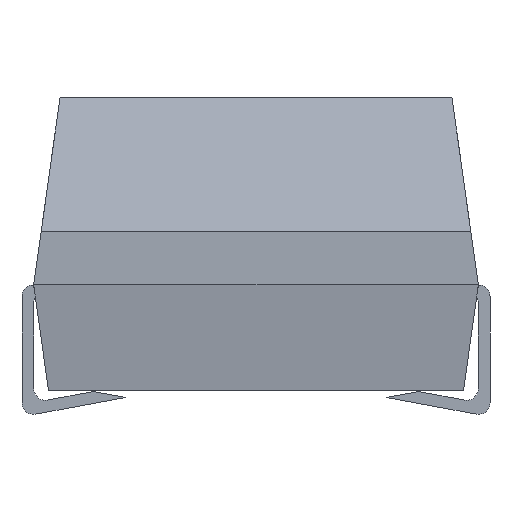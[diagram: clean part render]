
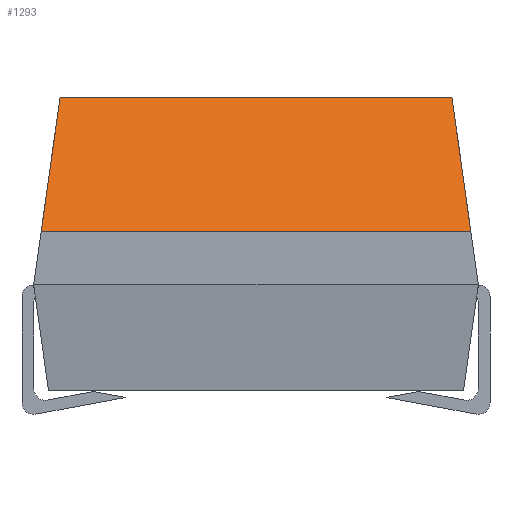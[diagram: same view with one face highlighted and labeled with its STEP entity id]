
A CAD part, left-side view. The second image highlights one B-rep face of the part: STEP entity #1293.
In plain terms, the highlighted planar face has unit normal (-0.69, 0, 0.724).
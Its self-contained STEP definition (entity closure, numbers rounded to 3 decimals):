
#963 = VERTEX_POINT('',#964);
#964 = CARTESIAN_POINT('',(-2.8,1.723,2.706));
#970 = EDGE_CURVE('',#963,#971,#973,.T.);
#971 = VERTEX_POINT('',#972);
#972 = CARTESIAN_POINT('',(-2.8,-1.627,2.706));
#973 = LINE('',#974,#975);
#974 = CARTESIAN_POINT('',(-2.8,1.948,2.706));
#975 = VECTOR('',#976,1.);
#976 = DIRECTION('',(0.,-1.,0.));
#1266 = EDGE_CURVE('',#1267,#1269,#1271,.T.);
#1267 = VERTEX_POINT('',#1268);
#1268 = CARTESIAN_POINT('',(-4.,-1.788,1.561));
#1269 = VERTEX_POINT('',#1270);
#1270 = CARTESIAN_POINT('',(-4.,1.884,1.561));
#1271 = LINE('',#1272,#1273);
#1272 = CARTESIAN_POINT('',(-4.,-1.852,1.561));
#1273 = VECTOR('',#1274,1.);
#1274 = DIRECTION('',(0.,1.,0.));
#1293 = ADVANCED_FACE('',(#1294),#1310,.F.);
#1294 = FACE_BOUND('',#1295,.T.);
#1295 = EDGE_LOOP('',(#1296,#1297,#1303,#1304));
#1296 = ORIENTED_EDGE('',*,*,#970,.F.);
#1297 = ORIENTED_EDGE('',*,*,#1298,.T.);
#1298 = EDGE_CURVE('',#963,#1269,#1299,.T.);
#1299 = LINE('',#1300,#1301);
#1300 = CARTESIAN_POINT('',(-4.06,1.892,
    1.503));
#1301 = VECTOR('',#1302,1.);
#1302 = DIRECTION('',(-0.72,0.097,
    -0.687));
#1303 = ORIENTED_EDGE('',*,*,#1266,.F.);
#1304 = ORIENTED_EDGE('',*,*,#1305,.T.);
#1305 = EDGE_CURVE('',#1267,#971,#1306,.T.);
#1306 = LINE('',#1307,#1308);
#1307 = CARTESIAN_POINT('',(-3.796,-1.761,
    1.755));
#1308 = VECTOR('',#1309,1.);
#1309 = DIRECTION('',(0.72,0.097,0.687)
  );
#1310 = PLANE('',#1311);
#1311 = AXIS2_PLACEMENT_3D('',#1312,#1313,#1314);
#1312 = CARTESIAN_POINT('',(-4.056,1.948,1.507
    ));
#1313 = DIRECTION('',(0.69,0.,
    -0.724));
#1314 = DIRECTION('',(0.724,0.,0.69)
  );
